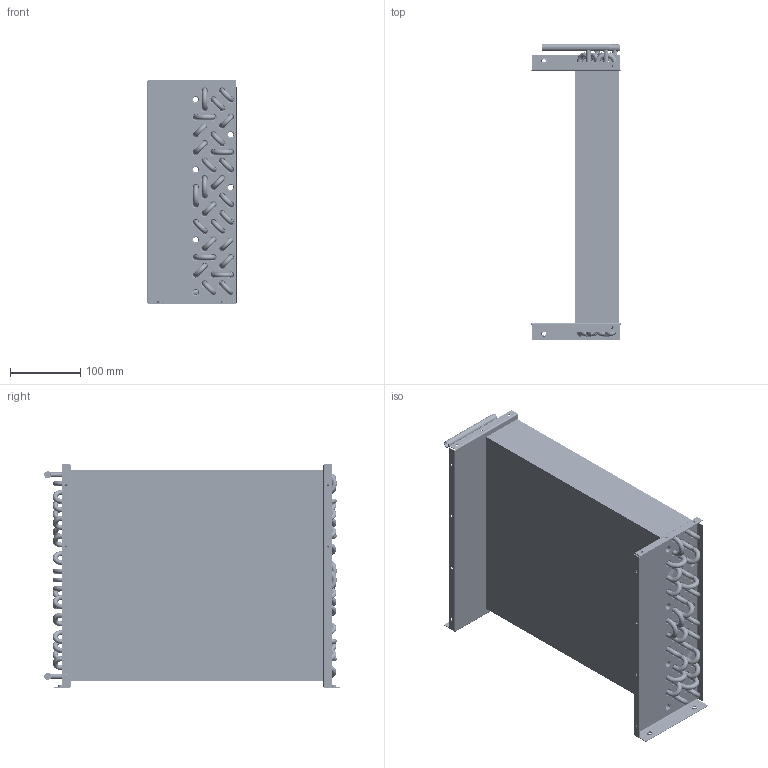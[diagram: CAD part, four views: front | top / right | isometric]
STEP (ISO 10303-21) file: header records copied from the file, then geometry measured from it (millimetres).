
FILE_DESCRIPTION((''),'2;1');
FILE_NAME('118U0157_ASM','2019-12-19T',('U371994'),('DANFOSS COMMERCIAL COMPRESSOR'),'CREO PARAMETRIC BY PTC INC, 2015480','CREO PARAMETRIC BY PTC INC, 2015480','');
FILE_SCHEMA(('CONFIG_CONTROL_DESIGN'));
Length unit declared in the file: millimetre
Products named in the file (9): 118U0157_1; 118U0157_2; 2907041821; 118U0157_3; 118U0157_4; 118U0157_5; 118U0157_6; 2907042521; 118U0157_ASM
Assembly tree (57 placements, depth 2):
  118U0157_ASM
    118U0157_1
    118U0157_2
    2907041821  x20
    118U0157_3
    118U0157_4  x7
    118U0157_5  x20
    118U0157_6  x2
    2907042521  x5
Bounding box: 129 x 421.5 x 319 mm (x, y, z)
Volume: 5966714.3 mm3; surface area: 2009380.5 mm2
Topology: 57 solids, 57 shells, 2934 faces, 6413 edges, 3713 vertices
Faces by surface type: torus 1344, cylinder 1072, plane 286, cone 216, bspline 16
Entity records: 55001 total; most frequent: DIRECTION 11276, CARTESIAN_POINT 9667, ORIENTED_EDGE 8386, AXIS2_PLACEMENT_3D 5228, EDGE_CURVE 4193, CIRCLE 3333, VERTEX_POINT 2489, EDGE_LOOP 2354
